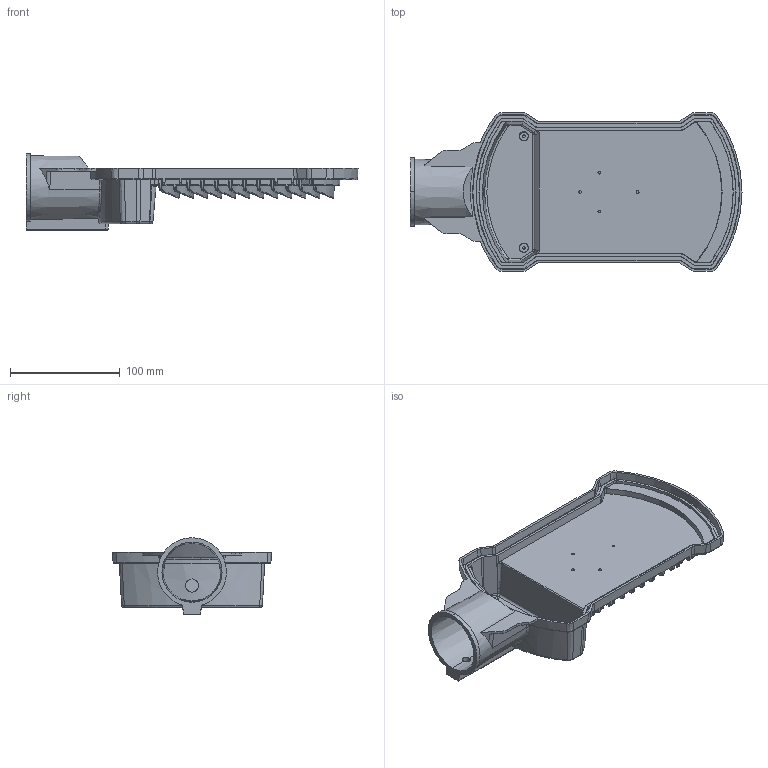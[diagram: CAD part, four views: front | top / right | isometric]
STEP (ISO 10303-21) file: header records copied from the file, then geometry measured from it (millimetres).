
FILE_DESCRIPTION(/* description */ (''),/* implementation_level */ '2;1');
FILE_NAME(/* name */ 'ds-30W.stp',/* time_stamp */ '2019-04-04T16:22:25+08:00',/* author */ (''),/* organization */ (''),/* preprocessor_version */ 'ST-DEVELOPER v16.7',/* originating_system */ 'SIEMENS PLM Software NX 1855',/* authorisation */ '');
FILE_SCHEMA (('AP203_CONFIGURATION_CONTROLLED_3D_DESIGN_OF_MECHANICAL_PARTS_AND_ASSEMBLIES_MIM_LF { 1 0 10303 403 2 1 2}'));
Length unit declared in the file: millimetre
Products named in the file (1): HZK-0EE8766Bf3ga
Bounding box: 303 x 145.01 x 69.8 mm (x, y, z)
Volume: 196340.4 mm3; surface area: 156688 mm2
Topology: 1 solids, 1 shells, 661 faces, 1745 edges, 1096 vertices
Faces by surface type: bspline 263, cylinder 183, plane 172, cone 29, torus 12, extrusion 2
Entity records: 30010 total; most frequent: CARTESIAN_POINT 15607, ORIENTED_EDGE 3488, DIRECTION 2313, EDGE_CURVE 1744, VERTEX_POINT 1096, AXIS2_PLACEMENT_3D 866, B_SPLINE_CURVE_WITH_KNOTS 698, EDGE_LOOP 678
